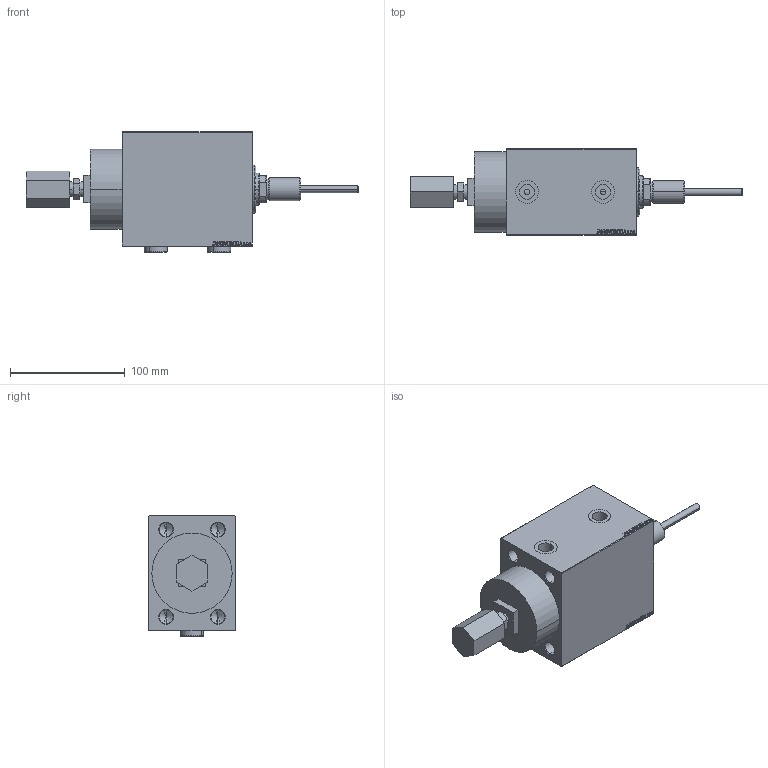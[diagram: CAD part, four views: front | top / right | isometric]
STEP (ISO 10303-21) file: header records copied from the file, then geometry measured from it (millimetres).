
FILE_DESCRIPTION (( 'STEP AP203' ), '1' );
FILE_NAME ('52b5.STEP', '2022-04-17T16:45:25', ( '' ), ( '' ), 'SwSTEP 2.0', 'SolidWorks 2019', '' );
FILE_SCHEMA (( 'CONFIG_CONTROL_DESIGN' ));
Length unit declared in the file: millimetre
Products named in the file (7): PLUG 77110e51a4e2d9db368e747db9cc8719; V450DCP_VC_B 77110e51a4e2d9db368e747db9cc8719; V450DCP_B_Body 77110e51a4e2d9db368e747db9cc8719; V450DCP_B_RodCooling_ACCESSORIES 77110e51a4e2d9db368e747db9cc8719; V450CP_MALE_METRIC 77110e51a4e2d9db368e747db9cc8719; V450DCP_B_VCP 77110e51a4e2d9db368e747db9cc8719; 52b5
Assembly tree (7 placements, depth 2):
  52b5
    V450DCP_B_Body 77110e51a4e2d9db368e747db9cc8719
    V450DCP_B_VCP 77110e51a4e2d9db368e747db9cc8719
    V450DCP_VC_B 77110e51a4e2d9db368e747db9cc8719
    V450DCP_B_RodCooling_ACCESSORIES 77110e51a4e2d9db368e747db9cc8719
    V450CP_MALE_METRIC 77110e51a4e2d9db368e747db9cc8719
    PLUG 77110e51a4e2d9db368e747db9cc8719  x2
Bounding box: 289.2 x 75 x 104.9 mm (x, y, z)
Volume: 934382.7 mm3; surface area: 145394.5 mm2
Topology: 7 solids, 7 shells, 1028 faces, 2570 edges, 1672 vertices
Faces by surface type: plane 470, bspline 380, cylinder 106, cone 66, torus 6
Entity records: 48439 total; most frequent: CARTESIAN_POINT 26017, ORIENTED_EDGE 5028, DIRECTION 3262, EDGE_CURVE 2514, VERTEX_POINT 1648, VECTOR 1468, LINE 1468, EDGE_LOOP 1156
